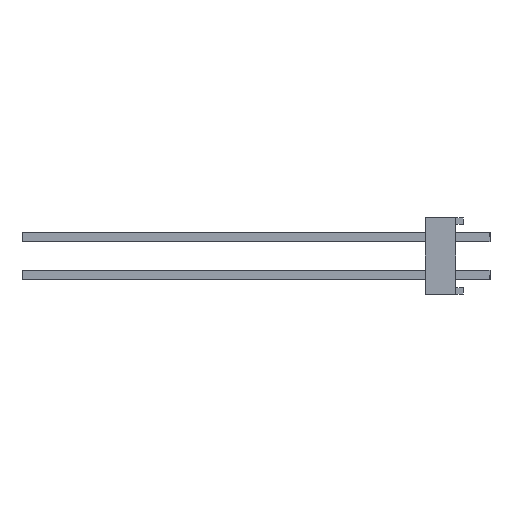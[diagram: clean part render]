
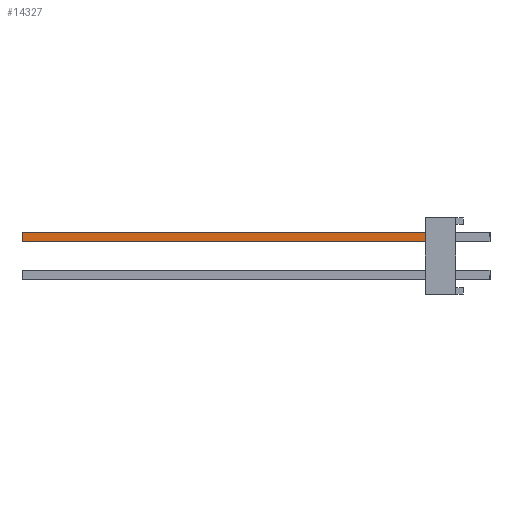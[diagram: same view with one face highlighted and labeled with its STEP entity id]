
A CAD part, left-side view. The second image highlights one B-rep face of the part: STEP entity #14327.
In plain terms, the highlighted planar face has unit normal (-1, 0, 0).
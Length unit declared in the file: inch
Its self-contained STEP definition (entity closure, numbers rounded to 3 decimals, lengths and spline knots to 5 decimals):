
#3355=ORIENTED_EDGE('',*,*,#5805,.F.);
#3356=ORIENTED_EDGE('',*,*,#5806,.F.);
#3357=ORIENTED_EDGE('',*,*,#5807,.F.);
#3358=ORIENTED_EDGE('',*,*,#5726,.T.);
#5726=EDGE_CURVE('',#7099,#7097,#8972,.T.);
#5805=EDGE_CURVE('',#7177,#7097,#9051,.T.);
#5806=EDGE_CURVE('',#7178,#7177,#9052,.T.);
#5807=EDGE_CURVE('',#7099,#7178,#9053,.T.);
#7097=VERTEX_POINT('',#22161);
#7099=VERTEX_POINT('',#22164);
#7177=VERTEX_POINT('',#22341);
#7178=VERTEX_POINT('',#22343);
#8972=LINE('',#22163,#10970);
#9051=LINE('',#22340,#11049);
#9052=LINE('',#22342,#11050);
#9053=LINE('',#22344,#11051);
#10970=VECTOR('',#18176,39.37008);
#11049=VECTOR('',#18295,39.37008);
#11050=VECTOR('',#18296,39.37008);
#11051=VECTOR('',#18297,39.37008);
#11933=EDGE_LOOP('',(#3355,#3356,#3357,#3358));
#12771=FACE_BOUND('',#11933,.T.);
#13569=PLANE('',#15112);
#14327=ADVANCED_FACE('',(#12771),#13569,.F.);
#15112=AXIS2_PLACEMENT_3D('',#22339,#18293,#18294);
#18176=DIRECTION('',(0.,0.,-1.));
#18293=DIRECTION('',(1.,0.,0.));
#18294=DIRECTION('',(0.,0.,-1.));
#18295=DIRECTION('',(0.,1.,0.));
#18296=DIRECTION('',(0.,0.,-1.));
#18297=DIRECTION('',(0.,-1.,0.));
#22161=CARTESIAN_POINT('',(-0.4625,1.23,0.0375));
#22163=CARTESIAN_POINT('',(-0.4625,1.23,0.0625));
#22164=CARTESIAN_POINT('',(-0.4625,1.23,0.0625));
#22339=CARTESIAN_POINT('',(-0.4625,1.23,0.0625));
#22340=CARTESIAN_POINT('',(-0.4625,1.23,0.0375));
#22341=CARTESIAN_POINT('',(-0.4625,0.125,0.0375));
#22342=CARTESIAN_POINT('',(-0.4625,0.125,0.0625));
#22343=CARTESIAN_POINT('',(-0.4625,0.125,0.0625));
#22344=CARTESIAN_POINT('',(-0.4625,1.23,0.0625));
